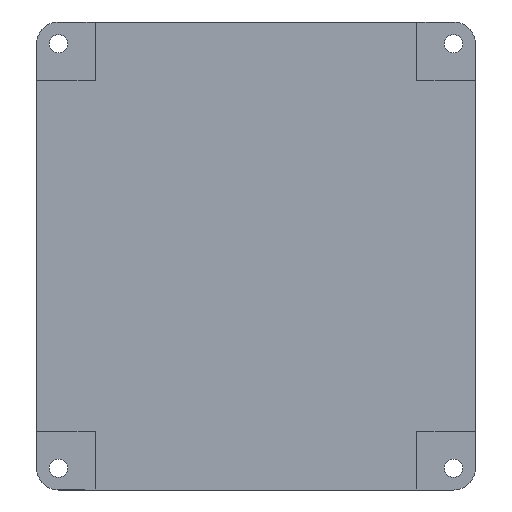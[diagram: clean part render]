
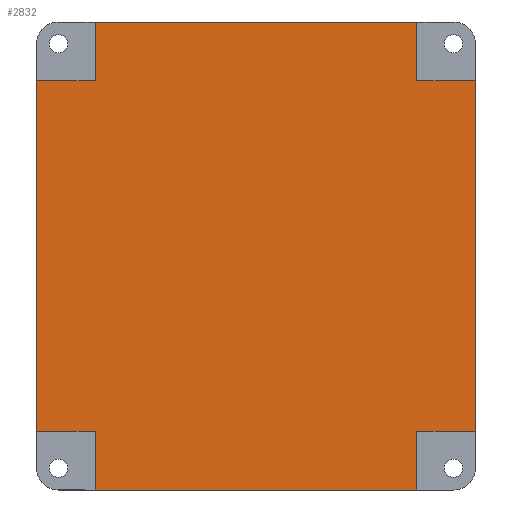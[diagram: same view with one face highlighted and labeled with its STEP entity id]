
A CAD part, front view. The second image highlights one B-rep face of the part: STEP entity #2832.
In plain terms, the highlighted planar face has unit normal (0, -1, 0).
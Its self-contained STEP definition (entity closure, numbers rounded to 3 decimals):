
#16 = VERTEX_POINT ( 'NONE', #3672 ) ;
#71 = ORIENTED_EDGE ( 'NONE', *, *, #1648, .F. ) ;
#80 = CARTESIAN_POINT ( 'NONE',  ( -29.987, 0., 23.987 ) ) ;
#99 = CARTESIAN_POINT ( 'NONE',  ( 29.987, 0., -23.987 ) ) ;
#107 = VECTOR ( 'NONE', #2676, 1000. ) ;
#113 = CARTESIAN_POINT ( 'NONE',  ( 21.987, 0., -23.987 ) ) ;
#185 = EDGE_CURVE ( 'NONE', #3391, #16, #2303, .T. ) ;
#191 = VERTEX_POINT ( 'NONE', #2017 ) ;
#200 = CARTESIAN_POINT ( 'NONE',  ( 29.987, 0., 29. ) ) ;
#356 = ORIENTED_EDGE ( 'NONE', *, *, #550, .F. ) ;
#387 = CARTESIAN_POINT ( 'NONE',  ( 21.987, 0., 23.987 ) ) ;
#419 = LINE ( 'NONE', #680, #3125 ) ;
#499 = LINE ( 'NONE', #3115, #1306 ) ;
#500 = EDGE_CURVE ( 'NONE', #1003, #3391, #2901, .T. ) ;
#516 = VERTEX_POINT ( 'NONE', #3168 ) ;
#520 = DIRECTION ( 'NONE',  ( -1., 0., 0. ) ) ;
#541 = LINE ( 'NONE', #1824, #3670 ) ;
#550 = EDGE_CURVE ( 'NONE', #1380, #191, #541, .T. ) ;
#582 = VECTOR ( 'NONE', #3673, 1000. ) ;
#680 = CARTESIAN_POINT ( 'NONE',  ( -27., 0., 31.987 ) ) ;
#684 = EDGE_CURVE ( 'NONE', #1119, #1380, #3660, .T. ) ;
#756 = ORIENTED_EDGE ( 'NONE', *, *, #185, .F. ) ;
#760 = VECTOR ( 'NONE', #3500, 1000. ) ;
#857 = FACE_OUTER_BOUND ( 'NONE', #1439, .T. ) ;
#870 = CARTESIAN_POINT ( 'NONE',  ( -29.987, 0., 23.987 ) ) ;
#873 = PLANE ( 'NONE',  #2109 ) ;
#1003 = VERTEX_POINT ( 'NONE', #3461 ) ;
#1058 = DIRECTION ( 'NONE',  ( 0., 0., 1. ) ) ;
#1119 = VERTEX_POINT ( 'NONE', #113 ) ;
#1149 = VERTEX_POINT ( 'NONE', #1408 ) ;
#1218 = CARTESIAN_POINT ( 'NONE',  ( 21.987, 0., -31.987 ) ) ;
#1255 = ORIENTED_EDGE ( 'NONE', *, *, #2394, .F. ) ;
#1265 = EDGE_CURVE ( 'NONE', #516, #1669, #2513, .T. ) ;
#1306 = VECTOR ( 'NONE', #520, 1000. ) ;
#1380 = VERTEX_POINT ( 'NONE', #1218 ) ;
#1405 = EDGE_CURVE ( 'NONE', #16, #3679, #1469, .T. ) ;
#1408 = CARTESIAN_POINT ( 'NONE',  ( 21.987, 0., 31.987 ) ) ;
#1419 = VERTEX_POINT ( 'NONE', #387 ) ;
#1423 = CARTESIAN_POINT ( 'NONE',  ( 29.987, 0., -23.987 ) ) ;
#1439 = EDGE_LOOP ( 'NONE', ( #71, #2821, #356, #2198, #1466, #1612, #1808, #1255, #3133, #2553, #756, #3732 ) ) ;
#1464 = DIRECTION ( 'NONE',  ( 0., 0., 1. ) ) ;
#1466 = ORIENTED_EDGE ( 'NONE', *, *, #1970, .F. ) ;
#1469 = LINE ( 'NONE', #2625, #107 ) ;
#1520 = CARTESIAN_POINT ( 'NONE',  ( 21.987, 0., 23.987 ) ) ;
#1537 = LINE ( 'NONE', #99, #1739 ) ;
#1541 = EDGE_CURVE ( 'NONE', #191, #3576, #3355, .T. ) ;
#1612 = ORIENTED_EDGE ( 'NONE', *, *, #1265, .F. ) ;
#1648 = EDGE_CURVE ( 'NONE', #3576, #1003, #499, .T. ) ;
#1669 = VERTEX_POINT ( 'NONE', #1423 ) ;
#1689 = DIRECTION ( 'NONE',  ( 0., 0., -1. ) ) ;
#1739 = VECTOR ( 'NONE', #2412, 1000. ) ;
#1808 = ORIENTED_EDGE ( 'NONE', *, *, #3263, .F. ) ;
#1824 = CARTESIAN_POINT ( 'NONE',  ( 27., 0., -31.987 ) ) ;
#1839 = VECTOR ( 'NONE', #2416, 1000. ) ;
#1877 = DIRECTION ( 'NONE',  ( 1., 0., 0. ) ) ;
#1970 = EDGE_CURVE ( 'NONE', #1669, #1119, #1537, .T. ) ;
#1990 = LINE ( 'NONE', #3078, #3738 ) ;
#2001 = DIRECTION ( 'NONE',  ( 0., 0., 1. ) ) ;
#2017 = CARTESIAN_POINT ( 'NONE',  ( -21.987, 0., -31.987 ) ) ;
#2095 = EDGE_CURVE ( 'NONE', #3679, #1149, #419, .T. ) ;
#2109 = AXIS2_PLACEMENT_3D ( 'NONE', #2891, #3176, #2001 ) ;
#2198 = ORIENTED_EDGE ( 'NONE', *, *, #684, .F. ) ;
#2303 = LINE ( 'NONE', #870, #760 ) ;
#2394 = EDGE_CURVE ( 'NONE', #1149, #1419, #1990, .T. ) ;
#2412 = DIRECTION ( 'NONE',  ( -1., 0., 0. ) ) ;
#2416 = DIRECTION ( 'NONE',  ( 1., 0., 0. ) ) ;
#2513 = LINE ( 'NONE', #200, #582 ) ;
#2553 = ORIENTED_EDGE ( 'NONE', *, *, #1405, .F. ) ;
#2621 = DIRECTION ( 'NONE',  ( -1., 0., 0. ) ) ;
#2625 = CARTESIAN_POINT ( 'NONE',  ( -21.987, 0., 23.987 ) ) ;
#2676 = DIRECTION ( 'NONE',  ( 0., 0., 1. ) ) ;
#2753 = VECTOR ( 'NONE', #1464, 1000. ) ;
#2780 = DIRECTION ( 'NONE',  ( 0., 0., -1. ) ) ;
#2821 = ORIENTED_EDGE ( 'NONE', *, *, #1541, .F. ) ;
#2832 = ADVANCED_FACE ( 'NONE', ( #857 ), #873, .F. ) ;
#2891 = CARTESIAN_POINT ( 'NONE',  ( -27., 0., 29. ) ) ;
#2900 = CARTESIAN_POINT ( 'NONE',  ( -21.987, 0., 31.987 ) ) ;
#2901 = LINE ( 'NONE', #3151, #2753 ) ;
#2920 = LINE ( 'NONE', #1520, #1839 ) ;
#3030 = CARTESIAN_POINT ( 'NONE',  ( 21.987, 0., -23.987 ) ) ;
#3078 = CARTESIAN_POINT ( 'NONE',  ( 21.987, 0., 31.987 ) ) ;
#3115 = CARTESIAN_POINT ( 'NONE',  ( -21.987, 0., -23.987 ) ) ;
#3125 = VECTOR ( 'NONE', #1877, 1000. ) ;
#3133 = ORIENTED_EDGE ( 'NONE', *, *, #2095, .F. ) ;
#3151 = CARTESIAN_POINT ( 'NONE',  ( -29.987, 0., -29. ) ) ;
#3168 = CARTESIAN_POINT ( 'NONE',  ( 29.987, 0., 23.987 ) ) ;
#3176 = DIRECTION ( 'NONE',  ( 0., 1., 0. ) ) ;
#3185 = VECTOR ( 'NONE', #2780, 1000. ) ;
#3263 = EDGE_CURVE ( 'NONE', #1419, #516, #2920, .T. ) ;
#3355 = LINE ( 'NONE', #3668, #3733 ) ;
#3391 = VERTEX_POINT ( 'NONE', #80 ) ;
#3433 = CARTESIAN_POINT ( 'NONE',  ( -21.987, 0., -23.987 ) ) ;
#3461 = CARTESIAN_POINT ( 'NONE',  ( -29.987, 0., -23.987 ) ) ;
#3500 = DIRECTION ( 'NONE',  ( 1., 0., 0. ) ) ;
#3576 = VERTEX_POINT ( 'NONE', #3433 ) ;
#3660 = LINE ( 'NONE', #3030, #3185 ) ;
#3668 = CARTESIAN_POINT ( 'NONE',  ( -21.987, 0., -31.987 ) ) ;
#3670 = VECTOR ( 'NONE', #2621, 1000. ) ;
#3672 = CARTESIAN_POINT ( 'NONE',  ( -21.987, 0., 23.987 ) ) ;
#3673 = DIRECTION ( 'NONE',  ( 0., 0., -1. ) ) ;
#3679 = VERTEX_POINT ( 'NONE', #2900 ) ;
#3732 = ORIENTED_EDGE ( 'NONE', *, *, #500, .F. ) ;
#3733 = VECTOR ( 'NONE', #1058, 1000. ) ;
#3738 = VECTOR ( 'NONE', #1689, 1000. ) ;
